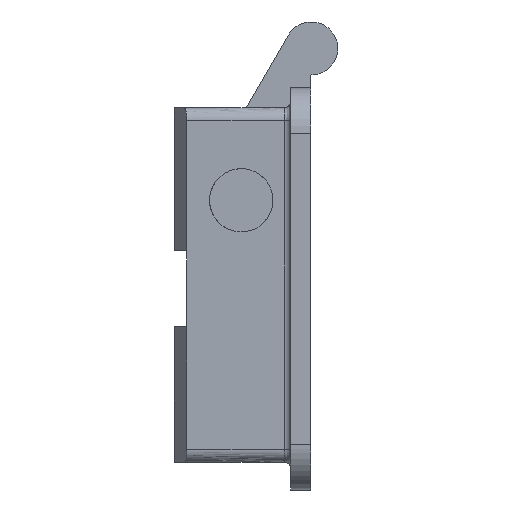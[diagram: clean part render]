
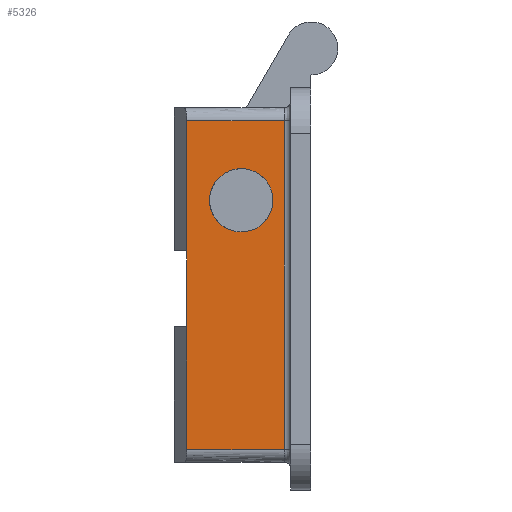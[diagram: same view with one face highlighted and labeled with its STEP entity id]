
A CAD part, left-side view. The second image highlights one B-rep face of the part: STEP entity #5326.
In plain terms, the highlighted free-form (B-spline) face has degree [1, 1] with [2, 2] control points.
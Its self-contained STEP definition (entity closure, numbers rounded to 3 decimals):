
#1067 = VERTEX_POINT('',#1068);
#1068 = CARTESIAN_POINT('',(-146.048,60.573,
    -20.191));
#1073 = EDGE_CURVE('',#1067,#1074,#1076,.T.);
#1074 = VERTEX_POINT('',#1075);
#1075 = CARTESIAN_POINT('',(-146.048,60.573,
    20.191));
#1076 = B_SPLINE_CURVE_WITH_KNOTS('',1,(#1077,#1078),.UNSPECIFIED.,.F.,
  .F.,(2,2),(83.914,113.914),.PIECEWISE_BEZIER_KNOTS.);
#1077 = CARTESIAN_POINT('',(-146.048,60.573,
    -20.191));
#1078 = CARTESIAN_POINT('',(-146.048,60.573,
    20.191));
#2675 = VERTEX_POINT('',#2676);
#2676 = CARTESIAN_POINT('',(-146.048,60.573,
    -85.475));
#2683 = EDGE_CURVE('',#2675,#1067,#2684,.T.);
#2684 = B_SPLINE_CURVE_WITH_KNOTS('',1,(#2685,#2686),.UNSPECIFIED.,.F.,
  .F.,(2,2),(0.,48.5),.PIECEWISE_BEZIER_KNOTS.);
#2685 = CARTESIAN_POINT('',(-146.048,60.573,
    -85.475));
#2686 = CARTESIAN_POINT('',(-146.048,60.573,
    -20.191));
#2708 = EDGE_CURVE('',#1074,#2709,#2711,.T.);
#2709 = VERTEX_POINT('',#2710);
#2710 = CARTESIAN_POINT('',(-146.048,60.573,
    89.513));
#2711 = B_SPLINE_CURVE_WITH_KNOTS('',1,(#2712,#2713),.UNSPECIFIED.,.F.,
  .F.,(2,2),(78.5,130.),.PIECEWISE_BEZIER_KNOTS.);
#2712 = CARTESIAN_POINT('',(-146.048,60.573,
    20.191));
#2713 = CARTESIAN_POINT('',(-146.048,60.573,
    89.513));
#5212 = EDGE_CURVE('',#2709,#5213,#5215,.T.);
#5213 = VERTEX_POINT('',#5214);
#5214 = CARTESIAN_POINT('',(-146.048,8.749,
    89.513));
#5215 = B_SPLINE_CURVE_WITH_KNOTS('',1,(#5216,#5217),.UNSPECIFIED.,.F.,
  .F.,(2,2),(0.,38.5),.PIECEWISE_BEZIER_KNOTS.);
#5216 = CARTESIAN_POINT('',(-146.048,60.573,
    89.513));
#5217 = CARTESIAN_POINT('',(-146.048,8.749,
    89.513));
#5307 = VERTEX_POINT('',#5308);
#5308 = CARTESIAN_POINT('',(-146.048,8.749,
    -85.475));
#5314 = EDGE_CURVE('',#2675,#5307,#5315,.T.);
#5315 = B_SPLINE_CURVE_WITH_KNOTS('',1,(#5316,#5317),.UNSPECIFIED.,.F.,
  .F.,(2,2),(-0.,38.5),.PIECEWISE_BEZIER_KNOTS.);
#5316 = CARTESIAN_POINT('',(-146.048,60.573,
    -85.475));
#5317 = CARTESIAN_POINT('',(-146.048,8.749,
    -85.475));
#5326 = ADVANCED_FACE('',(#5327,#5341),#5353,.F.);
#5327 = FACE_BOUND('',#5328,.T.);
#5328 = EDGE_LOOP('',(#5329));
#5329 = ORIENTED_EDGE('',*,*,#5330,.F.);
#5330 = EDGE_CURVE('',#5331,#5331,#5333,.T.);
#5331 = VERTEX_POINT('',#5332);
#5332 = CARTESIAN_POINT('',(-146.048,31.632,
    30.286));
#5333 = ( BOUNDED_CURVE() B_SPLINE_CURVE(2,(#5334,#5335,#5336,#5337,
#5338,#5339,#5340),.UNSPECIFIED.,.T.,.F.) B_SPLINE_CURVE_WITH_KNOTS((1,2
    ,2,2,2,1),(-2.094,0.,2.094,4.189,
6.283,8.378),.UNSPECIFIED.) CURVE() 
GEOMETRIC_REPRESENTATION_ITEM() RATIONAL_B_SPLINE_CURVE((1.,0.5,1.,0.5,
1.,0.5,1.)) REPRESENTATION_ITEM('') );
#5334 = CARTESIAN_POINT('',(-146.048,31.632,
    30.286));
#5335 = CARTESIAN_POINT('',(-146.048,2.489,
    30.286));
#5336 = CARTESIAN_POINT('',(-146.048,17.061,
    55.525));
#5337 = CARTESIAN_POINT('',(-146.048,31.632,
    80.764));
#5338 = CARTESIAN_POINT('',(-146.048,46.204,
    55.525));
#5339 = CARTESIAN_POINT('',(-146.048,60.776,
    30.286));
#5340 = CARTESIAN_POINT('',(-146.048,31.632,
    30.286));
#5341 = FACE_BOUND('',#5342,.T.);
#5342 = EDGE_LOOP('',(#5343,#5344,#5349,#5350,#5351,#5352));
#5343 = ORIENTED_EDGE('',*,*,#5314,.T.);
#5344 = ORIENTED_EDGE('',*,*,#5345,.T.);
#5345 = EDGE_CURVE('',#5307,#5213,#5346,.T.);
#5346 = B_SPLINE_CURVE_WITH_KNOTS('',1,(#5347,#5348),.UNSPECIFIED.,.F.,
  .F.,(2,2),(-130.,0.),.PIECEWISE_BEZIER_KNOTS.);
#5347 = CARTESIAN_POINT('',(-146.048,8.749,
    -85.475));
#5348 = CARTESIAN_POINT('',(-146.048,8.749,
    89.513));
#5349 = ORIENTED_EDGE('',*,*,#5212,.F.);
#5350 = ORIENTED_EDGE('',*,*,#2708,.F.);
#5351 = ORIENTED_EDGE('',*,*,#1073,.F.);
#5352 = ORIENTED_EDGE('',*,*,#2683,.F.);
#5353 = B_SPLINE_SURFACE_WITH_KNOTS('',1,1,(
    (#5354,#5355)
    ,(#5356,#5357
    )),.UNSPECIFIED.,.F.,.F.,.F.,(2,2),(2,2),(-130.,0.),(-38.5,0.),
  .PIECEWISE_BEZIER_KNOTS.);
#5354 = CARTESIAN_POINT('',(-146.048,8.749,
    89.513));
#5355 = CARTESIAN_POINT('',(-146.048,60.573,
    89.513));
#5356 = CARTESIAN_POINT('',(-146.048,8.749,
    -85.475));
#5357 = CARTESIAN_POINT('',(-146.048,60.573,
    -85.475));
